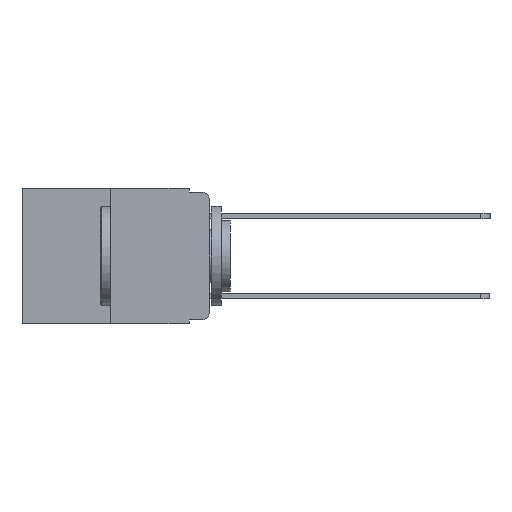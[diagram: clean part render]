
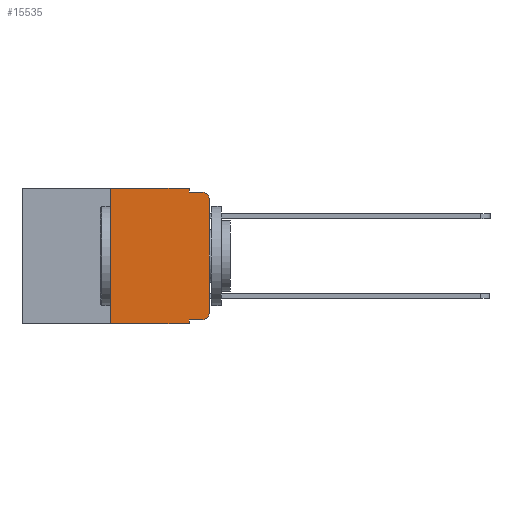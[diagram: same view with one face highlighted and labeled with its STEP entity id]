
A CAD part, left-side view. The second image highlights one B-rep face of the part: STEP entity #15535.
In plain terms, the highlighted planar face has unit normal (-1, 0, 0).
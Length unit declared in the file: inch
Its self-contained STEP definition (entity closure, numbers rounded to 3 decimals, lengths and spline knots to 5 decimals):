
#5 = PLANE ( 'NONE',  #15042 ) ;
#112 = CARTESIAN_POINT ( 'NONE',  ( 0., 0.02, -0.333 ) ) ;
#341 = DIRECTION ( 'NONE',  ( 0., 0., 1. ) ) ;
#413 = LINE ( 'NONE', #8398, #14391 ) ;
#909 = CARTESIAN_POINT ( 'NONE',  ( 0., 0.051, 0. ) ) ;
#1121 = AXIS2_PLACEMENT_3D ( 'NONE', #6706, #15650, #7987 ) ;
#1204 = CARTESIAN_POINT ( 'NONE',  ( 0., 0.051, -0.333 ) ) ;
#1490 = CARTESIAN_POINT ( 'NONE',  ( 0., 0.051, -0.333 ) ) ;
#1603 = VERTEX_POINT ( 'NONE', #5937 ) ;
#2477 = ORIENTED_EDGE ( 'NONE', *, *, #11804, .T. ) ;
#2685 = ORIENTED_EDGE ( 'NONE', *, *, #13363, .T. ) ;
#2881 = CARTESIAN_POINT ( 'NONE',  ( 0., 0.25, 0. ) ) ;
#3885 = CARTESIAN_POINT ( 'NONE',  ( 0., 0., -0.03 ) ) ;
#4417 = VECTOR ( 'NONE', #15848, 39.37008 ) ;
#4531 = DIRECTION ( 'NONE',  ( 0., 0., -1. ) ) ;
#4690 = ORIENTED_EDGE ( 'NONE', *, *, #12222, .F. ) ;
#5528 = DIRECTION ( 'NONE',  ( 0., -1., 0. ) ) ;
#5689 = VERTEX_POINT ( 'NONE', #9169 ) ;
#5892 = CARTESIAN_POINT ( 'NONE',  ( 0., 0.473, 0. ) ) ;
#5937 = CARTESIAN_POINT ( 'NONE',  ( 0., 0., -0.313 ) ) ;
#6189 = LINE ( 'NONE', #15863, #9631 ) ;
#6482 = VERTEX_POINT ( 'NONE', #3885 ) ;
#6534 = LINE ( 'NONE', #909, #15929 ) ;
#6706 = CARTESIAN_POINT ( 'NONE',  ( 0., 0.02, -0.03 ) ) ;
#6863 = VECTOR ( 'NONE', #14027, 39.37008 ) ;
#7261 = VERTEX_POINT ( 'NONE', #11689 ) ;
#7541 = LINE ( 'NONE', #17025, #10599 ) ;
#7901 = DIRECTION ( 'NONE',  ( -1., 0., 0. ) ) ;
#7987 = DIRECTION ( 'NONE',  ( 0., 0., -1. ) ) ;
#8181 = VERTEX_POINT ( 'NONE', #1490 ) ;
#8398 = CARTESIAN_POINT ( 'NONE',  ( 0., 0.473, -0.343 ) ) ;
#8683 = EDGE_CURVE ( 'NONE', #13962, #5689, #10333, .T. ) ;
#9053 = ORIENTED_EDGE ( 'NONE', *, *, #12864, .F. ) ;
#9169 = CARTESIAN_POINT ( 'NONE',  ( 0., 0.051, 0. ) ) ;
#9631 = VECTOR ( 'NONE', #5528, 39.37008 ) ;
#9647 = AXIS2_PLACEMENT_3D ( 'NONE', #15574, #7901, #16762 ) ;
#9878 = VERTEX_POINT ( 'NONE', #11038 ) ;
#9962 = CARTESIAN_POINT ( 'NONE',  ( 0., 0.25, -0.343 ) ) ;
#10071 = CARTESIAN_POINT ( 'NONE',  ( 0., 0., 0. ) ) ;
#10333 = LINE ( 'NONE', #11412, #6863 ) ;
#10599 = VECTOR ( 'NONE', #10812, 39.37008 ) ;
#10812 = DIRECTION ( 'NONE',  ( 0., 0., 1. ) ) ;
#10840 = LINE ( 'NONE', #1204, #13841 ) ;
#11038 = CARTESIAN_POINT ( 'NONE',  ( 0., 0.051, -0.01 ) ) ;
#11412 = CARTESIAN_POINT ( 'NONE',  ( 0., 0.473, 0. ) ) ;
#11689 = CARTESIAN_POINT ( 'NONE',  ( 0., 0.02, -0.01 ) ) ;
#11804 = EDGE_CURVE ( 'NONE', #1603, #6482, #15621, .T. ) ;
#11847 = DIRECTION ( 'NONE',  ( 0., 0., -1. ) ) ;
#12037 = DIRECTION ( 'NONE',  ( 0., -1., 0. ) ) ;
#12047 = EDGE_CURVE ( 'NONE', #6482, #7261, #15043, .T. ) ;
#12222 = EDGE_CURVE ( 'NONE', #9878, #7261, #6189, .T. ) ;
#12272 = DIRECTION ( 'NONE',  ( 0., -1., 0. ) ) ;
#12295 = ORIENTED_EDGE ( 'NONE', *, *, #14201, .T. ) ;
#12408 = DIRECTION ( 'NONE',  ( 1., 0., 0. ) ) ;
#12813 = CIRCLE ( 'NONE', #9647, 0.02 ) ;
#12864 = EDGE_CURVE ( 'NONE', #5689, #9878, #14821, .T. ) ;
#13087 = ORIENTED_EDGE ( 'NONE', *, *, #12047, .T. ) ;
#13252 = EDGE_CURVE ( 'NONE', #14974, #1603, #12813, .T. ) ;
#13363 = EDGE_CURVE ( 'NONE', #8181, #14974, #10840, .T. ) ;
#13527 = EDGE_LOOP ( 'NONE', ( #2477, #13087, #4690, #9053, #16562, #15252, #12295, #17132, #2685, #13697 ) ) ;
#13553 = VERTEX_POINT ( 'NONE', #9962 ) ;
#13697 = ORIENTED_EDGE ( 'NONE', *, *, #13252, .T. ) ;
#13841 = VECTOR ( 'NONE', #12037, 39.37008 ) ;
#13844 = EDGE_CURVE ( 'NONE', #8181, #15728, #6534, .T. ) ;
#13919 = EDGE_CURVE ( 'NONE', #13553, #13962, #7541, .T. ) ;
#13962 = VERTEX_POINT ( 'NONE', #2881 ) ;
#13978 = CARTESIAN_POINT ( 'NONE',  ( 0., 0.051, -0.343 ) ) ;
#14027 = DIRECTION ( 'NONE',  ( 0., -1., 0. ) ) ;
#14201 = EDGE_CURVE ( 'NONE', #13553, #15728, #413, .T. ) ;
#14391 = VECTOR ( 'NONE', #12272, 39.37008 ) ;
#14612 = CARTESIAN_POINT ( 'NONE',  ( 0., 0.051, 0. ) ) ;
#14821 = LINE ( 'NONE', #14612, #4417 ) ;
#14974 = VERTEX_POINT ( 'NONE', #112 ) ;
#15042 = AXIS2_PLACEMENT_3D ( 'NONE', #5892, #12408, #4531 ) ;
#15043 = CIRCLE ( 'NONE', #1121, 0.02 ) ;
#15236 = VECTOR ( 'NONE', #341, 39.37008 ) ;
#15252 = ORIENTED_EDGE ( 'NONE', *, *, #13919, .F. ) ;
#15327 = FACE_OUTER_BOUND ( 'NONE', #13527, .T. ) ;
#15535 = ADVANCED_FACE ( 'NONE', ( #15327 ), #5, .F. ) ;
#15574 = CARTESIAN_POINT ( 'NONE',  ( 0., 0.02, -0.313 ) ) ;
#15621 = LINE ( 'NONE', #10071, #15236 ) ;
#15650 = DIRECTION ( 'NONE',  ( -1., 0., 0. ) ) ;
#15728 = VERTEX_POINT ( 'NONE', #13978 ) ;
#15848 = DIRECTION ( 'NONE',  ( 0., 0., -1. ) ) ;
#15863 = CARTESIAN_POINT ( 'NONE',  ( 0., 0.051, -0.01 ) ) ;
#15929 = VECTOR ( 'NONE', #11847, 39.37008 ) ;
#16562 = ORIENTED_EDGE ( 'NONE', *, *, #8683, .F. ) ;
#16762 = DIRECTION ( 'NONE',  ( 0., 0., -1. ) ) ;
#17025 = CARTESIAN_POINT ( 'NONE',  ( 0., 0.25, 0. ) ) ;
#17132 = ORIENTED_EDGE ( 'NONE', *, *, #13844, .F. ) ;
